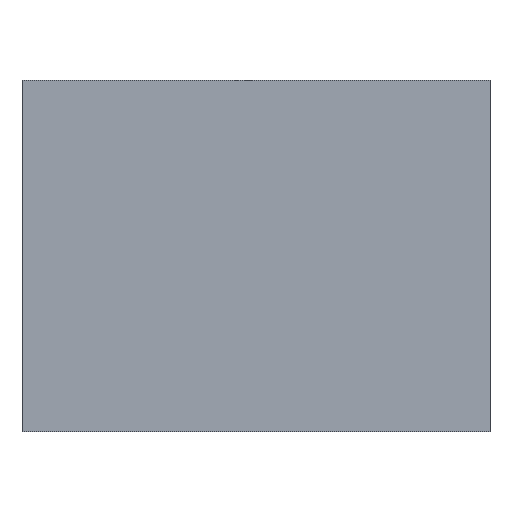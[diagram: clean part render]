
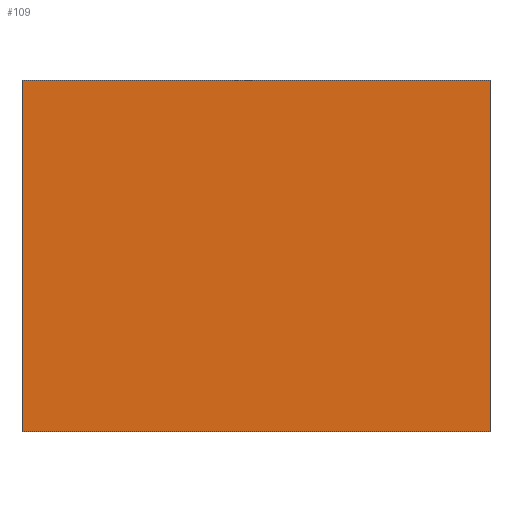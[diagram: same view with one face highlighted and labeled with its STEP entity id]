
A CAD part, front view. The second image highlights one B-rep face of the part: STEP entity #109.
In plain terms, the highlighted planar face has unit normal (0, -1, 0).
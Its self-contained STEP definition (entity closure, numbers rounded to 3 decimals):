
#16=FACE_OUTER_BOUND('',#22,.T.);
#22=EDGE_LOOP('',(#78,#79,#80,#81));
#29=LINE('',#177,#41);
#31=LINE('',#182,#43);
#33=LINE('',#186,#45);
#34=LINE('',#187,#46);
#41=VECTOR('',#149,10.);
#43=VECTOR('',#153,10.);
#45=VECTOR('',#157,10.);
#46=VECTOR('',#158,10.);
#51=VERTEX_POINT('',#171);
#53=VERTEX_POINT('',#175);
#55=VERTEX_POINT('',#180);
#56=VERTEX_POINT('',#185);
#61=EDGE_CURVE('',#51,#53,#29,.T.);
#63=EDGE_CURVE('',#55,#53,#31,.T.);
#65=EDGE_CURVE('',#55,#56,#33,.T.);
#66=EDGE_CURVE('',#56,#51,#34,.T.);
#78=ORIENTED_EDGE('',*,*,#65,.T.);
#79=ORIENTED_EDGE('',*,*,#66,.T.);
#80=ORIENTED_EDGE('',*,*,#61,.T.);
#81=ORIENTED_EDGE('',*,*,#63,.F.);
#96=PLANE('',#138);
#109=ADVANCED_FACE('',(#16),#96,.T.);
#138=AXIS2_PLACEMENT_3D('',#184,#155,#156);
#149=DIRECTION('',(1.,0.,0.));
#153=DIRECTION('',(0.,0.,-1.));
#155=DIRECTION('center_axis',(0.,-1.,0.));
#156=DIRECTION('ref_axis',(0.,0.,-1.));
#157=DIRECTION('',(-1.,0.,0.));
#158=DIRECTION('',(0.,0.,-1.));
#171=CARTESIAN_POINT('',(-20.,-5.,-15.));
#175=CARTESIAN_POINT('',(20.,-5.,-15.));
#177=CARTESIAN_POINT('',(20.,-5.,-15.));
#180=CARTESIAN_POINT('',(20.,-5.,15.));
#182=CARTESIAN_POINT('',(20.,-5.,0.));
#184=CARTESIAN_POINT('Origin',(20.,-5.,0.));
#185=CARTESIAN_POINT('',(-20.,-5.,15.));
#186=CARTESIAN_POINT('',(20.,-5.,15.));
#187=CARTESIAN_POINT('',(-20.,-5.,0.));
